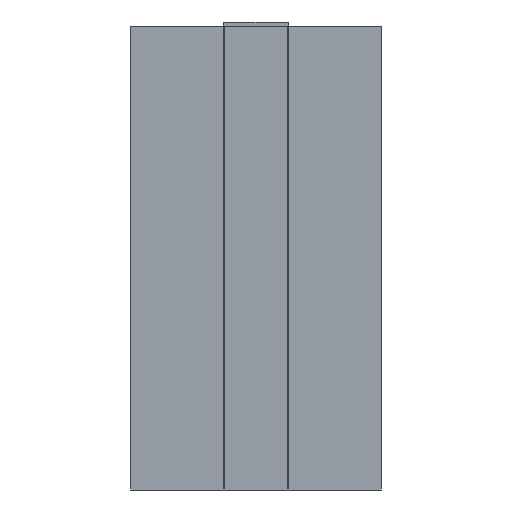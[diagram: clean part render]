
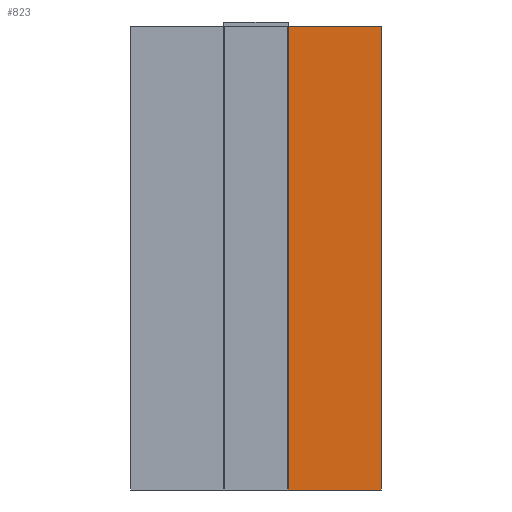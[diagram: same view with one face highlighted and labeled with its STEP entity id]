
A CAD part, front view. The second image highlights one B-rep face of the part: STEP entity #823.
In plain terms, the highlighted planar face has unit normal (0, -1, 0).
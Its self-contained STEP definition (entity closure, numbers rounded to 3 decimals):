
#37=FACE_OUTER_BOUND('',#83,.T.);
#83=EDGE_LOOP('',(#609,#610,#611,#612));
#148=LINE('',#1194,#262);
#157=LINE('',#1214,#271);
#159=LINE('',#1217,#273);
#160=LINE('',#1218,#274);
#262=VECTOR('',#976,10.);
#271=VECTOR('',#991,10.);
#273=VECTOR('',#995,10.);
#274=VECTOR('',#996,10.);
#364=VERTEX_POINT('',#1188);
#366=VERTEX_POINT('',#1192);
#373=VERTEX_POINT('',#1211);
#374=VERTEX_POINT('',#1213);
#452=EDGE_CURVE('',#364,#366,#148,.T.);
#461=EDGE_CURVE('',#373,#374,#157,.T.);
#463=EDGE_CURVE('',#364,#373,#159,.T.);
#464=EDGE_CURVE('',#366,#374,#160,.T.);
#609=ORIENTED_EDGE('',*,*,#463,.F.);
#610=ORIENTED_EDGE('',*,*,#452,.T.);
#611=ORIENTED_EDGE('',*,*,#464,.T.);
#612=ORIENTED_EDGE('',*,*,#461,.F.);
#777=PLANE('',#885);
#823=ADVANCED_FACE('',(#37),#777,.F.);
#885=AXIS2_PLACEMENT_3D('',#1216,#993,#994);
#976=DIRECTION('',(0.,0.,1.));
#991=DIRECTION('',(0.,0.,1.));
#993=DIRECTION('center_axis',(0.,1.,0.));
#994=DIRECTION('ref_axis',(-1.,0.,0.));
#995=DIRECTION('',(-1.,0.,0.));
#996=DIRECTION('',(-1.,0.,0.));
#1188=CARTESIAN_POINT('',(27.,13.5,0.));
#1192=CARTESIAN_POINT('',(27.,13.5,100.));
#1194=CARTESIAN_POINT('',(27.,13.5,0.));
#1211=CARTESIAN_POINT('',(7.,13.5,0.));
#1213=CARTESIAN_POINT('',(7.,13.5,100.));
#1214=CARTESIAN_POINT('',(7.,13.5,0.));
#1216=CARTESIAN_POINT('Origin',(27.,13.5,0.));
#1217=CARTESIAN_POINT('',(27.,13.5,0.));
#1218=CARTESIAN_POINT('',(27.,13.5,100.));
